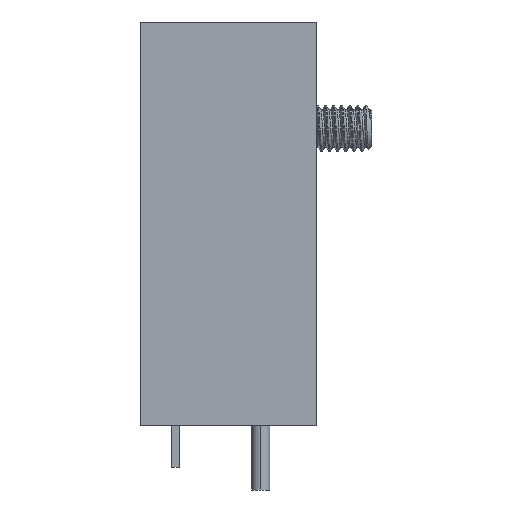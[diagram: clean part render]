
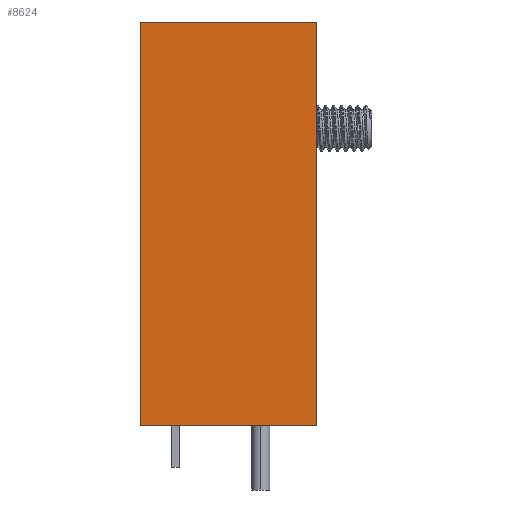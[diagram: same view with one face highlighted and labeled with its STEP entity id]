
A CAD part, front view. The second image highlights one B-rep face of the part: STEP entity #8624.
In plain terms, the highlighted face is planar.
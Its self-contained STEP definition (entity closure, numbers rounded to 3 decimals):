
#2317 = LINE ( 'NONE', #20357, #6571 ) ;
#2463 = VERTEX_POINT ( 'NONE', #5438 ) ;
#3471 = LINE ( 'NONE', #7229, #6183 ) ;
#4665 = CARTESIAN_POINT ( 'NONE',  ( 7.5, -5.455, 12.5 ) ) ;
#4697 = EDGE_CURVE ( 'NONE', #16850, #2463, #12293, .T. ) ;
#5438 = CARTESIAN_POINT ( 'NONE',  ( 7.5, -5.455, -12.5 ) ) ;
#5680 = CARTESIAN_POINT ( 'NONE',  ( 7.5, -5.455, 12.5 ) ) ;
#5692 = VECTOR ( 'NONE', #17432, 1000. ) ;
#5904 = EDGE_LOOP ( 'NONE', ( #12636, #22840, #6811, #6856 ) ) ;
#6183 = VECTOR ( 'NONE', #12285, 1000. ) ;
#6571 = VECTOR ( 'NONE', #20239, 1000. ) ;
#6811 = ORIENTED_EDGE ( 'NONE', *, *, #11266, .F. ) ;
#6856 = ORIENTED_EDGE ( 'NONE', *, *, #4697, .T. ) ;
#7229 = CARTESIAN_POINT ( 'NONE',  ( 7.5, -5.455, 12.5 ) ) ;
#7944 = VERTEX_POINT ( 'NONE', #11135 ) ;
#8401 = AXIS2_PLACEMENT_3D ( 'NONE', #5680, #12835, #19762 ) ;
#8624 = ADVANCED_FACE ( 'NONE', ( #21639 ), #21750, .F. ) ;
#11135 = CARTESIAN_POINT ( 'NONE',  ( 7.5, 5.455, 12.5 ) ) ;
#11266 = EDGE_CURVE ( 'NONE', #16850, #7944, #3471, .T. ) ;
#11985 = EDGE_CURVE ( 'NONE', #2463, #17672, #2317, .T. ) ;
#12285 = DIRECTION ( 'NONE',  ( 0., 1., 0. ) ) ;
#12293 = LINE ( 'NONE', #14152, #5692 ) ;
#12456 = VECTOR ( 'NONE', #22077, 1000. ) ;
#12636 = ORIENTED_EDGE ( 'NONE', *, *, #11985, .T. ) ;
#12835 = DIRECTION ( 'NONE',  ( -1., 0., 0. ) ) ;
#14152 = CARTESIAN_POINT ( 'NONE',  ( 7.5, -5.455, 12.5 ) ) ;
#14922 = LINE ( 'NONE', #18220, #12456 ) ;
#16462 = EDGE_CURVE ( 'NONE', #7944, #17672, #14922, .T. ) ;
#16850 = VERTEX_POINT ( 'NONE', #4665 ) ;
#17432 = DIRECTION ( 'NONE',  ( 0., 0., -1. ) ) ;
#17496 = CARTESIAN_POINT ( 'NONE',  ( 7.5, 5.455, -12.5 ) ) ;
#17672 = VERTEX_POINT ( 'NONE', #17496 ) ;
#18220 = CARTESIAN_POINT ( 'NONE',  ( 7.5, 5.455, 12.5 ) ) ;
#19762 = DIRECTION ( 'NONE',  ( 0., 0., 1. ) ) ;
#20239 = DIRECTION ( 'NONE',  ( 0., 1., 0. ) ) ;
#20357 = CARTESIAN_POINT ( 'NONE',  ( 7.5, -5.455, -12.5 ) ) ;
#21639 = FACE_OUTER_BOUND ( 'NONE', #5904, .T. ) ;
#21750 = PLANE ( 'NONE',  #8401 ) ;
#22077 = DIRECTION ( 'NONE',  ( 0., 0., -1. ) ) ;
#22840 = ORIENTED_EDGE ( 'NONE', *, *, #16462, .F. ) ;
